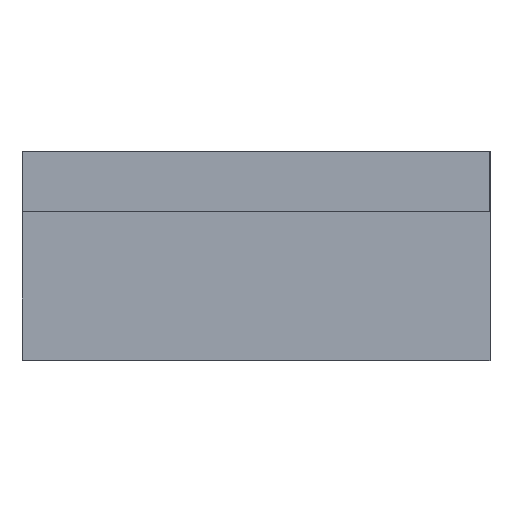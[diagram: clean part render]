
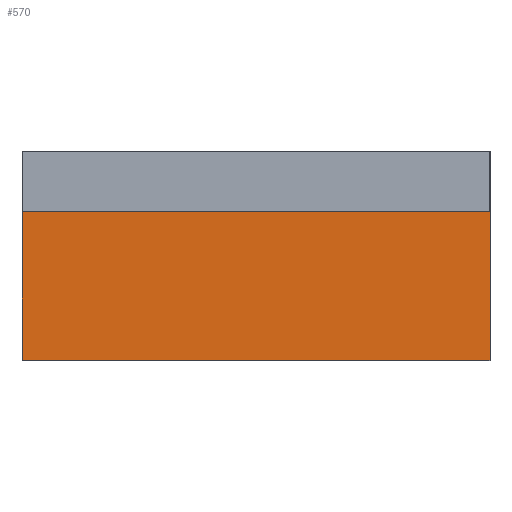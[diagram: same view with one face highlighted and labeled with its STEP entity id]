
A CAD part, top view. The second image highlights one B-rep face of the part: STEP entity #570.
In plain terms, the highlighted planar face has unit normal (0, 0, 1).
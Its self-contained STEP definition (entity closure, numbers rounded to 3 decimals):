
#408=CARTESIAN_POINT('',(4.45,2.4,13.8));
#409=VERTEX_POINT('',#408);
#426=CARTESIAN_POINT('',(-4.45,2.4,13.8));
#427=VERTEX_POINT('',#426);
#434=CARTESIAN_POINT('',(4.45,2.4,13.8));
#435=DIRECTION('',(-1.0,0.0,0.0));
#436=VECTOR('',#435,8.9);
#437=LINE('',#434,#436);
#438=EDGE_CURVE('',#409,#427,#437,.T.);
#456=CARTESIAN_POINT('',(-4.45,2.5,13.8));
#457=VERTEX_POINT('',#456);
#464=CARTESIAN_POINT('',(-4.45,2.4,13.8));
#465=DIRECTION('',(0.0,1.0,0.0));
#466=VECTOR('',#465,0.1);
#467=LINE('',#464,#466);
#468=EDGE_CURVE('',#427,#457,#467,.T.);
#503=CARTESIAN_POINT('',(4.45,2.5,13.8));
#504=VERTEX_POINT('',#503);
#505=CARTESIAN_POINT('',(4.45,2.5,13.8));
#506=DIRECTION('',(0.0,-1.0,0.0));
#507=VECTOR('',#506,0.1);
#508=LINE('',#505,#507);
#509=EDGE_CURVE('',#504,#409,#508,.T.);
#522=CARTESIAN_POINT('',(0.,0.25,13.8));
#523=DIRECTION('',(0.0,0.0,1.0));
#524=DIRECTION('',(1.0,0.0,0.0));
#525=AXIS2_PLACEMENT_3D('',#522,#523,#524);
#526=PLANE('',#525);
#527=ORIENTED_EDGE('',*,*,#509,.T.);
#528=ORIENTED_EDGE('',*,*,#438,.T.);
#529=ORIENTED_EDGE('',*,*,#468,.T.);
#530=CARTESIAN_POINT('',(-5.05,2.5,13.8));
#531=VERTEX_POINT('',#530);
#532=CARTESIAN_POINT('',(-4.45,2.5,13.8));
#533=DIRECTION('',(-1.0,0.0,0.0));
#534=VECTOR('',#533,0.6);
#535=LINE('',#532,#534);
#536=EDGE_CURVE('',#457,#531,#535,.T.);
#537=ORIENTED_EDGE('',*,*,#536,.T.);
#538=CARTESIAN_POINT('',(-5.05,-2.,13.8));
#539=VERTEX_POINT('',#538);
#540=CARTESIAN_POINT('',(-5.05,2.5,13.8));
#541=DIRECTION('',(0.0,-1.0,0.0));
#542=VECTOR('',#541,4.5);
#543=LINE('',#540,#542);
#544=EDGE_CURVE('',#531,#539,#543,.T.);
#545=ORIENTED_EDGE('',*,*,#544,.T.);
#546=CARTESIAN_POINT('',(5.05,-2.,13.8));
#547=VERTEX_POINT('',#546);
#548=CARTESIAN_POINT('',(-5.05,-2.,13.8));
#549=DIRECTION('',(1.0,0.0,0.0));
#550=VECTOR('',#549,10.1);
#551=LINE('',#548,#550);
#552=EDGE_CURVE('',#539,#547,#551,.T.);
#553=ORIENTED_EDGE('',*,*,#552,.T.);
#554=CARTESIAN_POINT('',(5.05,2.5,13.8));
#555=VERTEX_POINT('',#554);
#556=CARTESIAN_POINT('',(5.05,-2.,13.8));
#557=DIRECTION('',(0.0,1.0,0.0));
#558=VECTOR('',#557,4.5);
#559=LINE('',#556,#558);
#560=EDGE_CURVE('',#547,#555,#559,.T.);
#561=ORIENTED_EDGE('',*,*,#560,.T.);
#562=CARTESIAN_POINT('',(5.05,2.5,13.8));
#563=DIRECTION('',(-1.0,0.0,0.0));
#564=VECTOR('',#563,0.6);
#565=LINE('',#562,#564);
#566=EDGE_CURVE('',#555,#504,#565,.T.);
#567=ORIENTED_EDGE('',*,*,#566,.T.);
#568=EDGE_LOOP('',(#527,#528,#529,#537,#545,#553,#561,#567));
#569=FACE_OUTER_BOUND('',#568,.T.);
#570=ADVANCED_FACE('',(#569),#526,.T.);
